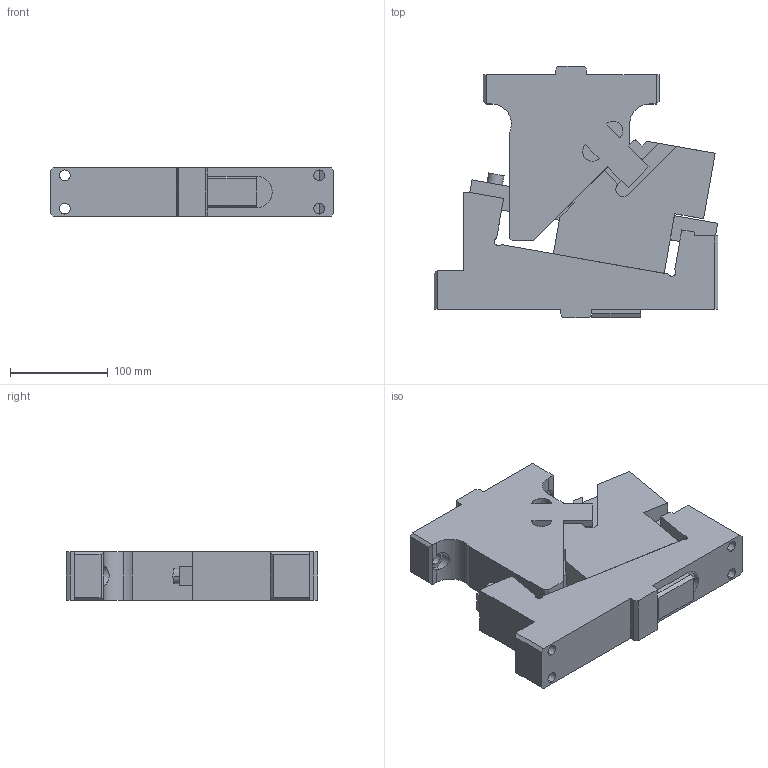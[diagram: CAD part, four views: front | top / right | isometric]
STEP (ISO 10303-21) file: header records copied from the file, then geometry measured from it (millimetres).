
FILE_DESCRIPTION(('CATIA V5 STEP Exchange'),'2;1');
FILE_NAME('CDCP_50_10_60.stp','2016-09-23T08:12:18+00:00',('none'),('none'),'CATIA Version 5 Release 20 GA (IN-10)','CATIA V5 STEP AP203','none');
FILE_SCHEMA(('CONFIG_CONTROL_DESIGN'));
Length unit declared in the file: millimetre
Products named in the file (1): CDCP-50-10-60
Bounding box: 290 x 257 x 50 mm (x, y, z)
Volume: 2467609.1 mm3; surface area: 250796.5 mm2
Topology: 3 solids, 3 shells, 150 faces, 422 edges, 278 vertices
Faces by surface type: plane 114, cylinder 36
Entity records: 5341 total; most frequent: CARTESIAN_POINT 1490, ORIENTED_EDGE 844, DIRECTION 675, EDGE_CURVE 422, VECTOR 339, LINE 339, VERTEX_POINT 278, AXIS2_PLACEMENT_3D 190
